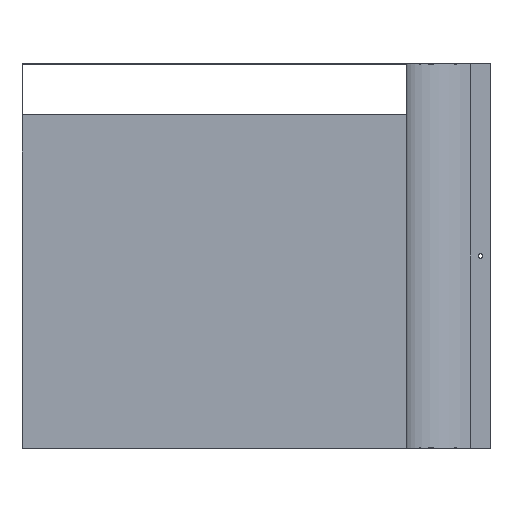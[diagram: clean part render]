
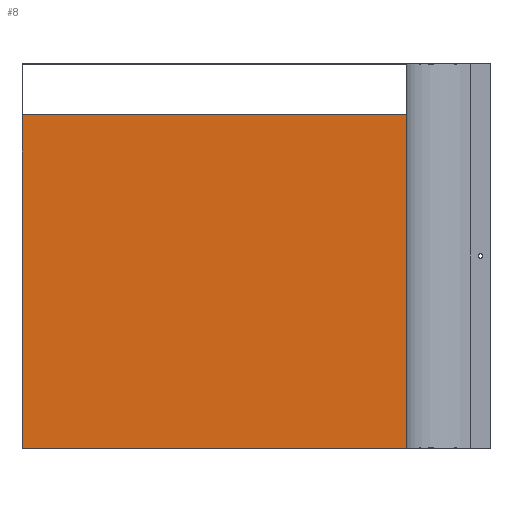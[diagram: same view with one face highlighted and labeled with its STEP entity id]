
A CAD part, front view. The second image highlights one B-rep face of the part: STEP entity #8.
In plain terms, the highlighted planar face has unit normal (0, -1, 0).
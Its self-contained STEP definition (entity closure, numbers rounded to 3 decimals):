
#8 = ADVANCED_FACE ( 'NONE', ( #1812 ), #495, .F. ) ;
#107 = VERTEX_POINT ( 'NONE', #711 ) ;
#210 = VECTOR ( 'NONE', #713, 1000. ) ;
#212 = LINE ( 'NONE', #716, #210 ) ;
#245 = LINE ( 'NONE', #766, #249 ) ;
#249 = VECTOR ( 'NONE', #764, 1000. ) ;
#292 = LINE ( 'NONE', #821, #297 ) ;
#297 = VECTOR ( 'NONE', #825, 1000. ) ;
#484 = DIRECTION ( 'NONE',  ( 0., 1., 0. ) ) ;
#485 = DIRECTION ( 'NONE',  ( 0., 0., 1. ) ) ;
#495 = PLANE ( 'NONE',  #618 ) ;
#496 = CARTESIAN_POINT ( 'NONE',  ( 0., -1., 0. ) ) ;
#607 = EDGE_CURVE ( 'NONE', #1473, #107, #212, .T. ) ;
#618 = AXIS2_PLACEMENT_3D ( 'NONE', #496, #484, #485 ) ;
#711 = CARTESIAN_POINT ( 'NONE',  ( 600., -1., -79. ) ) ;
#713 = DIRECTION ( 'NONE',  ( 0., 0., 1. ) ) ;
#716 = CARTESIAN_POINT ( 'NONE',  ( 600., -1., -599. ) ) ;
#764 = DIRECTION ( 'NONE',  ( 1., 0., 0. ) ) ;
#766 = CARTESIAN_POINT ( 'NONE',  ( 0., -1., -599. ) ) ;
#821 = CARTESIAN_POINT ( 'NONE',  ( 0., -1., -79. ) ) ;
#825 = DIRECTION ( 'NONE',  ( -1., 0., 0. ) ) ;
#895 = EDGE_CURVE ( 'NONE', #1470, #1473, #245, .T. ) ;
#921 = EDGE_CURVE ( 'NONE', #107, #1495, #292, .T. ) ;
#953 = EDGE_CURVE ( 'NONE', #1495, #1470, #1037, .T. ) ;
#1037 = LINE ( 'NONE', #1574, #1038 ) ;
#1038 = VECTOR ( 'NONE', #1595, 1000. ) ;
#1324 = EDGE_LOOP ( 'NONE', ( #1940, #1929, #1927, #1928 ) ) ;
#1470 = VERTEX_POINT ( 'NONE', #1798 ) ;
#1473 = VERTEX_POINT ( 'NONE', #1513 ) ;
#1495 = VERTEX_POINT ( 'NONE', #1535 ) ;
#1513 = CARTESIAN_POINT ( 'NONE',  ( 600., -1., -599. ) ) ;
#1535 = CARTESIAN_POINT ( 'NONE',  ( 0., -1., -79. ) ) ;
#1574 = CARTESIAN_POINT ( 'NONE',  ( 0., -1., -599. ) ) ;
#1595 = DIRECTION ( 'NONE',  ( 0., 0., -1. ) ) ;
#1798 = CARTESIAN_POINT ( 'NONE',  ( 0., -1., -599. ) ) ;
#1812 = FACE_OUTER_BOUND ( 'NONE', #1324, .T. ) ;
#1927 = ORIENTED_EDGE ( 'NONE', *, *, #607, .T. ) ;
#1928 = ORIENTED_EDGE ( 'NONE', *, *, #921, .T. ) ;
#1929 = ORIENTED_EDGE ( 'NONE', *, *, #895, .T. ) ;
#1940 = ORIENTED_EDGE ( 'NONE', *, *, #953, .T. ) ;
